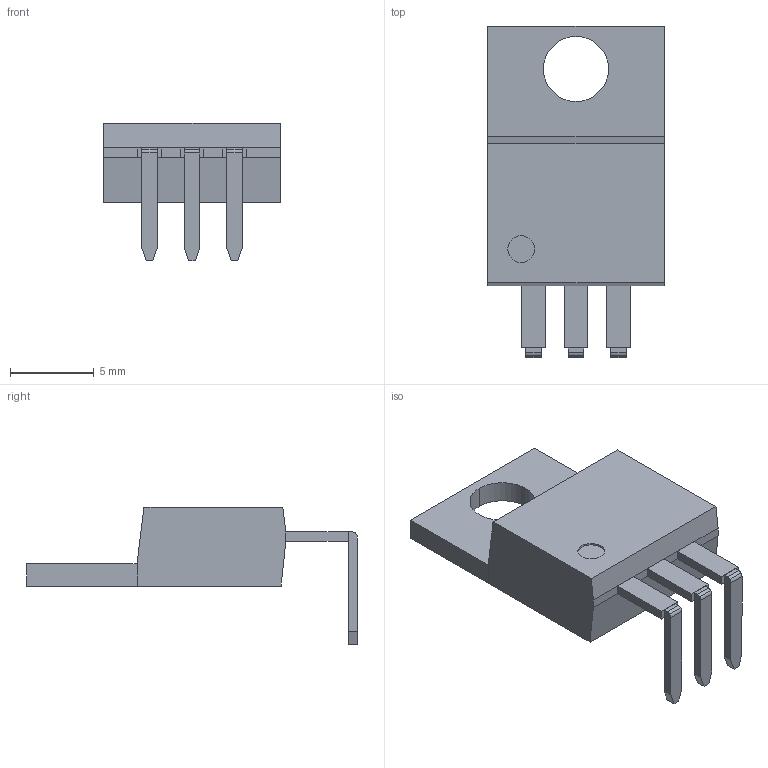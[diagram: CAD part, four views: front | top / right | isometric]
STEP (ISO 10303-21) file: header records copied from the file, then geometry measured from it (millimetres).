
FILE_DESCRIPTION((''),'2;1');
FILE_NAME('TO-220-H.stp','2009-01-27T11:04:46',(''),(''),'Mechanical Desktop 2006','Mechanical Desktop 2006',', , ');
FILE_SCHEMA(('AUTOMOTIVE_DESIGN { 1 2 10303 214 0 1 1 1 }'));
Length unit declared in the file: millimetre
Products named in the file (1): Product
Bounding box: 10.54 x 19.77 x 8.2 mm (x, y, z)
Volume: 522.5 mm3; surface area: 760.5 mm2
Topology: 8 solids, 8 shells, 76 faces, 177 edges, 118 vertices
Faces by surface type: plane 66, cylinder 10
Entity records: 2190 total; most frequent: CARTESIAN_POINT 372, ORIENTED_EDGE 354, DIRECTION 351, EDGE_CURVE 177, VECTOR 157, LINE 157, VERTEX_POINT 118, AXIS2_PLACEMENT_3D 97
